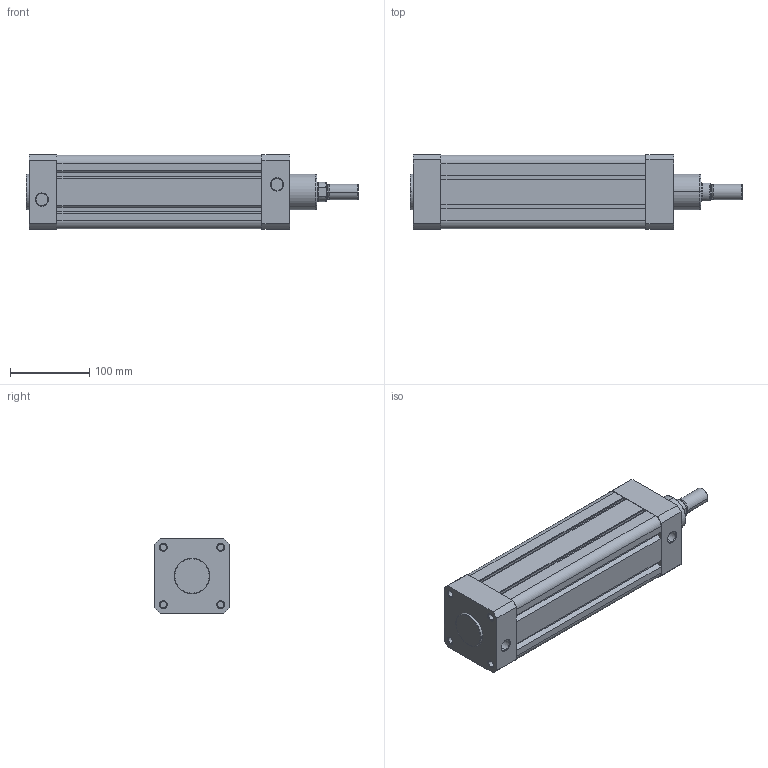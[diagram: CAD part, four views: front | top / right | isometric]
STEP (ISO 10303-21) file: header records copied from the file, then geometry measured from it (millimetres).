
FILE_DESCRIPTION (( 'STEP AP214' ), '1' );
FILE_NAME ('ISP 80-200 CYLINDER.STEP', '2010-08-04T06:01:17', ( '' ), ( '' ), 'SwSTEP 2.0', 'SolidWorks 2010', '' );
FILE_SCHEMA (( 'AUTOMOTIVE_DESIGN' ));
Length unit declared in the file: millimetre
Products named in the file (5): ISP 80 ARKA KAPAK; ISP 80 BORU; ISP 80 on kapak; ISP 80 M尳; ISP  80-200  CYLINDER
Assembly tree (4 placements, depth 2):
  ISP  80-200  CYLINDER
    ISP 80 ARKA KAPAK
    ISP 80 BORU
    ISP 80 M尳
    ISP 80 on kapak
Bounding box: 418 x 94 x 94 mm (x, y, z)
Volume: 1844537.2 mm3; surface area: 339436.7 mm2
Topology: 4 solids, 4 shells, 194 faces, 474 edges, 304 vertices
Faces by surface type: plane 98, cylinder 60, cone 26, torus 10
Entity records: 6184 total; most frequent: CARTESIAN_POINT 1051, DIRECTION 1022, ORIENTED_EDGE 948, EDGE_CURVE 474, AXIS2_PLACEMENT_3D 363, VERTEX_POINT 304, LINE 296, VECTOR 296
